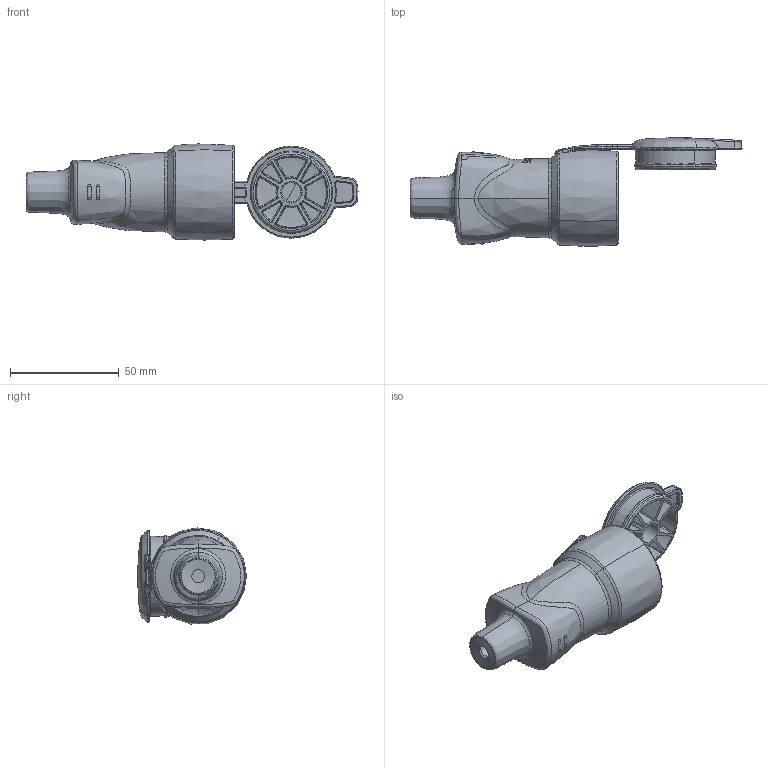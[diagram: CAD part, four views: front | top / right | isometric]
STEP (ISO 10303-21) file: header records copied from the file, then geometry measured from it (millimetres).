
FILE_DESCRIPTION(('CATIA V5 STEP Exchange','CAx-IF Rec.Pracs.--- Model Styling and Organization---1.5--- 2016-08-15','CAx-IF Rec.Pracs.---Supplemental Geometry---1.0---2011-11-01','CAx-IF Rec.Pracs.--- Composite Materials ---1.1---2010-07-15'),'2;1');
FILE_NAME('050447.stp','2025-03-28T08:19:06+00:00',('none'),('none'),'CATIA Version 5-6 Release 2020 SP5','CATIA V5 STEP AP214 v2','none');
FILE_SCHEMA(('AUTOMOTIVE_DESIGN { 1 0 10303 214 1 1 1 1 }'));
Length unit declared in the file: millimetre
Products named in the file (1): 050447 _AllCATPart
Bounding box: 152.75 x 50.14 x 44.21 mm (x, y, z)
Volume: 43876.7 mm3; surface area: 34670.5 mm2
Topology: 3 solids, 5 shells, 1307 faces, 3562 edges, 2303 vertices
Faces by surface type: plane 504, bspline 318, cylinder 167, torus 116, cone 80, sphere 61, extrusion 33, revolution 28
Entity records: 76498 total; most frequent: CARTESIAN_POINT 48652, ORIENTED_EDGE 7054, EDGE_CURVE 3527, DIRECTION 3414, VERTEX_POINT 2303, B_SPLINE_CURVE_WITH_KNOTS 1853, AXIS2_PLACEMENT_3D 1408, EDGE_LOOP 1394
